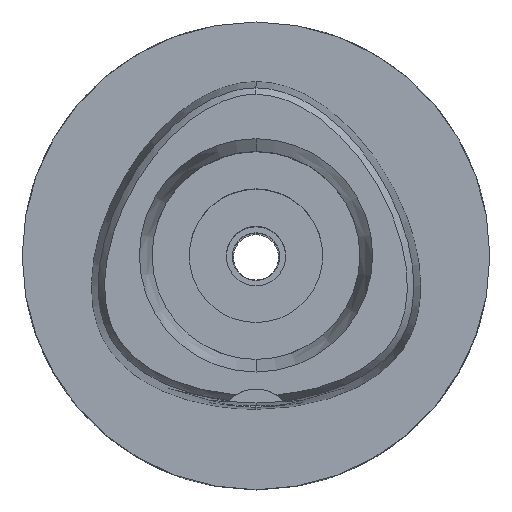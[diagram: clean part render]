
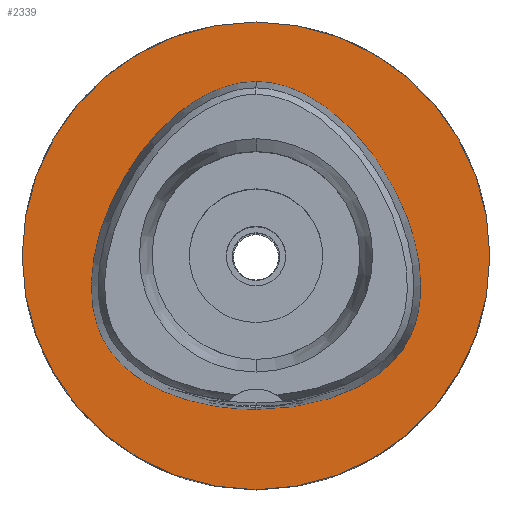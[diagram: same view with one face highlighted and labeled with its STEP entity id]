
A CAD part, top view. The second image highlights one B-rep face of the part: STEP entity #2339.
In plain terms, the highlighted planar face has unit normal (0, 0, 1).
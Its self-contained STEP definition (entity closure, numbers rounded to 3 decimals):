
#7 = CARTESIAN_POINT ( 'NONE',  ( -2.114, -20.675, 0. ) ) ;
#11 = ORIENTED_EDGE ( 'NONE', *, *, #1718, .F. ) ;
#98 = EDGE_CURVE ( 'NONE', #4262, #4564, #4905, .T. ) ;
#216 = CARTESIAN_POINT ( 'NONE',  ( 6.341, -20.298, 0. ) ) ;
#250 = CARTESIAN_POINT ( 'NONE',  ( -20.35, -11.749, 0. ) ) ;
#261 = CARTESIAN_POINT ( 'NONE',  ( 19.649, -12.825, 0. ) ) ;
#273 = CARTESIAN_POINT ( 'NONE',  ( -0.855, 23.475, 0. ) ) ;
#282 = CARTESIAN_POINT ( 'NONE',  ( 18.068, 10.432, 0. ) ) ;
#308 = CARTESIAN_POINT ( 'NONE',  ( 5.098, 22.526, 0. ) ) ;
#388 = B_SPLINE_CURVE_WITH_KNOTS ( 'NONE', 3,
 ( #4063, #3663, #216, #4464, #1758, #4813, #3362, #261, #4877, #1444, #2564, #1795, #2610, #638, #2199, #282, #3012, #3318, #2154, #308, #593, #1844, #2964 ),
 .UNSPECIFIED., .F., .F.,
 ( 4, 1, 1, 1, 1, 1, 1, 1, 1, 1, 1, 1, 1, 1, 1, 1, 1, 1, 1, 1, 4 ),
 ( 0., 0.083, 0.167, 0.208, 0.25, 0.292, 0.313, 0.333, 0.354, 0.375, 0.417, 0.458, 0.5, 0.583, 0.667, 0.75, 0.833, 0.875, 0.917, 0.958, 1. ),
 .UNSPECIFIED. ) ;
#569 = AXIS2_PLACEMENT_3D ( 'NONE', #2150, #4765, #1705 ) ;
#593 = CARTESIAN_POINT ( 'NONE',  ( 2.565, 23.293, 0. ) ) ;
#625 = CARTESIAN_POINT ( 'NONE',  ( -21.555, -8.996, 0. ) ) ;
#638 = CARTESIAN_POINT ( 'NONE',  ( 21.978, -0.281, 0. ) ) ;
#644 = CIRCLE ( 'NONE', #1209, 31.5 ) ;
#649 = CARTESIAN_POINT ( 'NONE',  ( -14.673, -17.214, 0. ) ) ;
#1030 = EDGE_CURVE ( 'NONE', #4564, #4262, #388, .T. ) ;
#1077 = CARTESIAN_POINT ( 'NONE',  ( -22.057, -6.848, 0. ) ) ;
#1107 = CARTESIAN_POINT ( 'NONE',  ( -20.749, 4.657, 0. ) ) ;
#1145 = EDGE_LOOP ( 'NONE', ( #4516, #11 ) ) ;
#1165 = CARTESIAN_POINT ( 'NONE',  ( 0., 23.475, 0. ) ) ;
#1209 = AXIS2_PLACEMENT_3D ( 'NONE', #4945, #2626, #1486 ) ;
#1444 = CARTESIAN_POINT ( 'NONE',  ( 20.932, -10.604, 0. ) ) ;
#1482 = CARTESIAN_POINT ( 'NONE',  ( -5.098, 22.526, 0. ) ) ;
#1486 = DIRECTION ( 'NONE',  ( 0., -1., 0. ) ) ;
#1572 = CARTESIAN_POINT ( 'NONE',  ( 0., -31.5, 0. ) ) ;
#1705 = DIRECTION ( 'NONE',  ( 0., -1., 0. ) ) ;
#1718 = EDGE_CURVE ( 'NONE', #4538, #2078, #644, .T. ) ;
#1758 = CARTESIAN_POINT ( 'NONE',  ( 14.673, -17.214, 0. ) ) ;
#1795 = CARTESIAN_POINT ( 'NONE',  ( 22.057, -6.848, 0. ) ) ;
#1831 = CARTESIAN_POINT ( 'NONE',  ( -14.408, 15.641, 0. ) ) ;
#1844 = CARTESIAN_POINT ( 'NONE',  ( 0.855, 23.475, 0. ) ) ;
#2071 = ORIENTED_EDGE ( 'NONE', *, *, #98, .F. ) ;
#2078 = VERTEX_POINT ( 'NONE', #4304 ) ;
#2150 = CARTESIAN_POINT ( 'NONE',  ( 0., 0., 0. ) ) ;
#2154 = CARTESIAN_POINT ( 'NONE',  ( 7.571, 21.315, 0. ) ) ;
#2199 = CARTESIAN_POINT ( 'NONE',  ( 20.749, 4.657, 0. ) ) ;
#2318 = CARTESIAN_POINT ( 'NONE',  ( 0., -20.675, 0. ) ) ;
#2339 = ADVANCED_FACE ( 'NONE', ( #2861, #3983 ), #3246, .F. ) ;
#2417 = CARTESIAN_POINT ( 'NONE',  ( 0., -20.675, 0. ) ) ;
#2564 = CARTESIAN_POINT ( 'NONE',  ( 21.555, -8.996, 0. ) ) ;
#2574 = CARTESIAN_POINT ( 'NONE',  ( -16.959, -15.678, 0. ) ) ;
#2610 = CARTESIAN_POINT ( 'NONE',  ( 22.245, -4.1, 0. ) ) ;
#2622 = CIRCLE ( 'NONE', #2870, 31.5 ) ;
#2626 = DIRECTION ( 'NONE',  ( 0., 0., -1. ) ) ;
#2861 = FACE_OUTER_BOUND ( 'NONE', #1145, .T. ) ;
#2870 = AXIS2_PLACEMENT_3D ( 'NONE', #4695, #3549, #3180 ) ;
#2953 = CARTESIAN_POINT ( 'NONE',  ( -2.565, 23.293, 0. ) ) ;
#2964 = CARTESIAN_POINT ( 'NONE',  ( 0., 23.475, 0. ) ) ;
#2991 = EDGE_CURVE ( 'NONE', #2078, #4538, #2622, .T. ) ;
#3012 = CARTESIAN_POINT ( 'NONE',  ( 14.408, 15.641, 0. ) ) ;
#3180 = DIRECTION ( 'NONE',  ( 0., 1., 0. ) ) ;
#3246 = PLANE ( 'NONE',  #569 ) ;
#3318 = CARTESIAN_POINT ( 'NONE',  ( 10.746, 19.174, 0. ) ) ;
#3328 = CARTESIAN_POINT ( 'NONE',  ( -10.746, 19.174, 0. ) ) ;
#3351 = CARTESIAN_POINT ( 'NONE',  ( -11.233, -18.893, 0. ) ) ;
#3362 = CARTESIAN_POINT ( 'NONE',  ( 18.568, -14.169, 0. ) ) ;
#3499 = CARTESIAN_POINT ( 'NONE',  ( -6.341, -20.298, 0. ) ) ;
#3549 = DIRECTION ( 'NONE',  ( 0., 0., -1. ) ) ;
#3663 = CARTESIAN_POINT ( 'NONE',  ( 2.114, -20.675, 0. ) ) ;
#3699 = CARTESIAN_POINT ( 'NONE',  ( -7.571, 21.315, 0. ) ) ;
#3983 = FACE_BOUND ( 'NONE', #4129, .T. ) ;
#4063 = CARTESIAN_POINT ( 'NONE',  ( 0., -20.675, 0. ) ) ;
#4124 = CARTESIAN_POINT ( 'NONE',  ( -20.932, -10.604, 0. ) ) ;
#4129 = EDGE_LOOP ( 'NONE', ( #2071, #4826 ) ) ;
#4154 = CARTESIAN_POINT ( 'NONE',  ( -18.568, -14.169, 0. ) ) ;
#4262 = VERTEX_POINT ( 'NONE', #1165 ) ;
#4304 = CARTESIAN_POINT ( 'NONE',  ( 0., 31.5, 0. ) ) ;
#4464 = CARTESIAN_POINT ( 'NONE',  ( 11.233, -18.893, 0. ) ) ;
#4481 = CARTESIAN_POINT ( 'NONE',  ( -21.978, -0.281, 0. ) ) ;
#4516 = ORIENTED_EDGE ( 'NONE', *, *, #2991, .F. ) ;
#4538 = VERTEX_POINT ( 'NONE', #1572 ) ;
#4554 = CARTESIAN_POINT ( 'NONE',  ( -18.068, 10.432, 0. ) ) ;
#4564 = VERTEX_POINT ( 'NONE', #2417 ) ;
#4578 = CARTESIAN_POINT ( 'NONE',  ( -22.245, -4.1, 0. ) ) ;
#4695 = CARTESIAN_POINT ( 'NONE',  ( 0., 0., 0. ) ) ;
#4765 = DIRECTION ( 'NONE',  ( 0., 0., -1. ) ) ;
#4813 = CARTESIAN_POINT ( 'NONE',  ( 16.959, -15.678, 0. ) ) ;
#4826 = ORIENTED_EDGE ( 'NONE', *, *, #1030, .F. ) ;
#4845 = CARTESIAN_POINT ( 'NONE',  ( -19.649, -12.825, 0. ) ) ;
#4877 = CARTESIAN_POINT ( 'NONE',  ( 20.35, -11.749, 0. ) ) ;
#4905 = B_SPLINE_CURVE_WITH_KNOTS ( 'NONE', 3,
 ( #4915, #273, #2953, #1482, #3699, #3328, #1831, #4554, #1107, #4481, #4578, #1077, #625, #4124, #250, #4845, #4154, #2574, #649, #3351, #3499, #7, #2318 ),
 .UNSPECIFIED., .F., .F.,
 ( 4, 1, 1, 1, 1, 1, 1, 1, 1, 1, 1, 1, 1, 1, 1, 1, 1, 1, 1, 1, 4 ),
 ( 0., 0.042, 0.083, 0.125, 0.167, 0.25, 0.333, 0.417, 0.5, 0.542, 0.583, 0.625, 0.646, 0.667, 0.688, 0.708, 0.75, 0.792, 0.833, 0.917, 1. ),
 .UNSPECIFIED. ) ;
#4915 = CARTESIAN_POINT ( 'NONE',  ( 0., 23.475, 0. ) ) ;
#4945 = CARTESIAN_POINT ( 'NONE',  ( 0., 0., 0. ) ) ;
